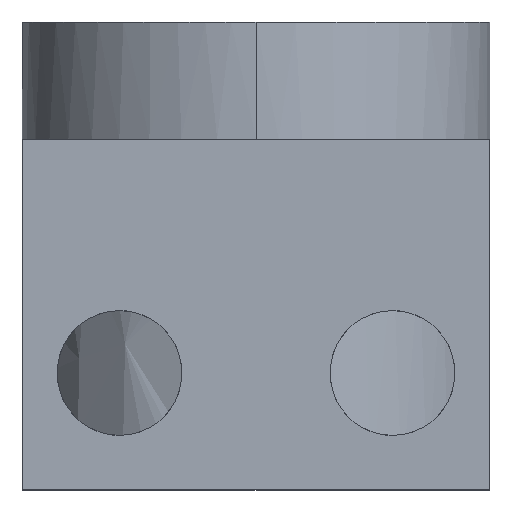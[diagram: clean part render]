
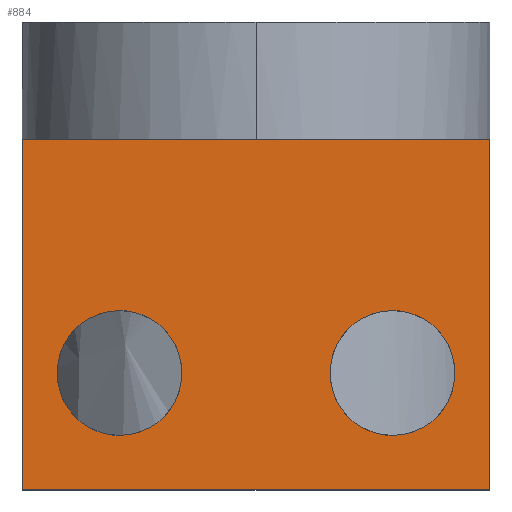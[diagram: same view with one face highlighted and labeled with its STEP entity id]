
A CAD part, left-side view. The second image highlights one B-rep face of the part: STEP entity #884.
In plain terms, the highlighted free-form (B-spline) face has degree [1, 1] with [2, 2] control points.
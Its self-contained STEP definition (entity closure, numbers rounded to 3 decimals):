
#24 = VERTEX_POINT('',#25);
#25 = CARTESIAN_POINT('',(-80.912,18.879,
    24.813));
#30 = EDGE_CURVE('',#31,#24,#33,.T.);
#31 = VERTEX_POINT('',#32);
#32 = CARTESIAN_POINT('',(-80.912,18.879,7.552
    ));
#33 = ( BOUNDED_CURVE() B_SPLINE_CURVE(2,(#34,#35,#36,#37,#38),
.UNSPECIFIED.,.F.,.F.) B_SPLINE_CURVE_WITH_KNOTS((3,2,3),(3.142,
4.712,6.283),.PIECEWISE_BEZIER_KNOTS.) CURVE() 
GEOMETRIC_REPRESENTATION_ITEM() RATIONAL_B_SPLINE_CURVE((1.,
0.707,1.,0.707,1.)) REPRESENTATION_ITEM('') );
#34 = CARTESIAN_POINT('',(-80.912,18.879,7.552
    ));
#35 = CARTESIAN_POINT('',(-80.912,10.249,7.552
    ));
#36 = CARTESIAN_POINT('',(-80.912,10.249,
    16.182));
#37 = CARTESIAN_POINT('',(-80.912,10.249,
    24.813));
#38 = CARTESIAN_POINT('',(-80.912,18.879,
    24.813));
#72 = VERTEX_POINT('',#73);
#73 = CARTESIAN_POINT('',(-80.912,-18.879,
    24.813));
#78 = EDGE_CURVE('',#79,#72,#81,.T.);
#79 = VERTEX_POINT('',#80);
#80 = CARTESIAN_POINT('',(-80.912,-18.879,7.552
    ));
#81 = ( BOUNDED_CURVE() B_SPLINE_CURVE(2,(#82,#83,#84,#85,#86),
.UNSPECIFIED.,.F.,.F.) B_SPLINE_CURVE_WITH_KNOTS((3,2,3),(3.142,
4.712,6.283),.PIECEWISE_BEZIER_KNOTS.) CURVE() 
GEOMETRIC_REPRESENTATION_ITEM() RATIONAL_B_SPLINE_CURVE((1.,
0.707,1.,0.707,1.)) REPRESENTATION_ITEM('') );
#82 = CARTESIAN_POINT('',(-80.912,-18.879,7.552
    ));
#83 = CARTESIAN_POINT('',(-80.912,-27.51,7.552)
  );
#84 = CARTESIAN_POINT('',(-80.912,-27.51,16.182
    ));
#85 = CARTESIAN_POINT('',(-80.912,-27.51,24.813
    ));
#86 = CARTESIAN_POINT('',(-80.912,-18.879,
    24.813));
#677 = VERTEX_POINT('',#678);
#678 = CARTESIAN_POINT('',(-80.912,-32.365,
    0.));
#683 = EDGE_CURVE('',#677,#684,#686,.T.);
#684 = VERTEX_POINT('',#685);
#685 = CARTESIAN_POINT('',(-80.912,32.365,
    0.));
#686 = B_SPLINE_CURVE_WITH_KNOTS('',1,(#687,#688),.UNSPECIFIED.,.F.,.F.,
  (2,2),(0.,60.),.PIECEWISE_BEZIER_KNOTS.);
#687 = CARTESIAN_POINT('',(-80.912,-32.365,
    0.));
#688 = CARTESIAN_POINT('',(-80.912,32.365,
    0.));
#865 = VERTEX_POINT('',#866);
#866 = CARTESIAN_POINT('',(-80.912,-32.365,
    48.547));
#871 = EDGE_CURVE('',#677,#865,#872,.T.);
#872 = B_SPLINE_CURVE_WITH_KNOTS('',1,(#873,#874),.UNSPECIFIED.,.F.,.F.,
  (2,2),(-30.,15.),.PIECEWISE_BEZIER_KNOTS.);
#873 = CARTESIAN_POINT('',(-80.912,-32.365,
    0.));
#874 = CARTESIAN_POINT('',(-80.912,-32.365,
    48.547));
#884 = ADVANCED_FACE('',(#885,#896,#907),#923,.T.);
#885 = FACE_BOUND('',#886,.T.);
#886 = EDGE_LOOP('',(#887,#895));
#887 = ORIENTED_EDGE('',*,*,#888,.F.);
#888 = EDGE_CURVE('',#24,#31,#889,.T.);
#889 = ( BOUNDED_CURVE() B_SPLINE_CURVE(2,(#890,#891,#892,#893,#894),
.UNSPECIFIED.,.F.,.F.) B_SPLINE_CURVE_WITH_KNOTS((3,2,3),(0.,
1.571,3.142),.PIECEWISE_BEZIER_KNOTS.) CURVE() 
GEOMETRIC_REPRESENTATION_ITEM() RATIONAL_B_SPLINE_CURVE((1.,
0.707,1.,0.707,1.)) REPRESENTATION_ITEM('') );
#890 = CARTESIAN_POINT('',(-80.912,18.879,
    24.813));
#891 = CARTESIAN_POINT('',(-80.912,27.51,
    24.813));
#892 = CARTESIAN_POINT('',(-80.912,27.51,
    16.182));
#893 = CARTESIAN_POINT('',(-80.912,27.51,
    7.552));
#894 = CARTESIAN_POINT('',(-80.912,18.879,
    7.552));
#895 = ORIENTED_EDGE('',*,*,#30,.F.);
#896 = FACE_BOUND('',#897,.T.);
#897 = EDGE_LOOP('',(#898,#906));
#898 = ORIENTED_EDGE('',*,*,#899,.F.);
#899 = EDGE_CURVE('',#72,#79,#900,.T.);
#900 = ( BOUNDED_CURVE() B_SPLINE_CURVE(2,(#901,#902,#903,#904,#905),
.UNSPECIFIED.,.F.,.F.) B_SPLINE_CURVE_WITH_KNOTS((3,2,3),(0.,
1.571,3.142),.PIECEWISE_BEZIER_KNOTS.) CURVE() 
GEOMETRIC_REPRESENTATION_ITEM() RATIONAL_B_SPLINE_CURVE((1.,
0.707,1.,0.707,1.)) REPRESENTATION_ITEM('') );
#901 = CARTESIAN_POINT('',(-80.912,-18.879,
    24.813));
#902 = CARTESIAN_POINT('',(-80.912,-10.249,
    24.813));
#903 = CARTESIAN_POINT('',(-80.912,-10.249,
    16.182));
#904 = CARTESIAN_POINT('',(-80.912,-10.249,
    7.552));
#905 = CARTESIAN_POINT('',(-80.912,-18.879,
    7.552));
#906 = ORIENTED_EDGE('',*,*,#78,.F.);
#907 = FACE_BOUND('',#908,.T.);
#908 = EDGE_LOOP('',(#909,#916,#921,#922));
#909 = ORIENTED_EDGE('',*,*,#910,.F.);
#910 = EDGE_CURVE('',#911,#865,#913,.T.);
#911 = VERTEX_POINT('',#912);
#912 = CARTESIAN_POINT('',(-80.912,32.365,
    48.547));
#913 = B_SPLINE_CURVE_WITH_KNOTS('',1,(#914,#915),.UNSPECIFIED.,.F.,.F.,
  (2,2),(0.,60.),.PIECEWISE_BEZIER_KNOTS.);
#914 = CARTESIAN_POINT('',(-80.912,32.365,
    48.547));
#915 = CARTESIAN_POINT('',(-80.912,-32.365,
    48.547));
#916 = ORIENTED_EDGE('',*,*,#917,.F.);
#917 = EDGE_CURVE('',#684,#911,#918,.T.);
#918 = B_SPLINE_CURVE_WITH_KNOTS('',1,(#919,#920),.UNSPECIFIED.,.F.,.F.,
  (2,2),(-30.,15.),.PIECEWISE_BEZIER_KNOTS.);
#919 = CARTESIAN_POINT('',(-80.912,32.365,
    0.));
#920 = CARTESIAN_POINT('',(-80.912,32.365,
    48.547));
#921 = ORIENTED_EDGE('',*,*,#683,.F.);
#922 = ORIENTED_EDGE('',*,*,#871,.T.);
#923 = B_SPLINE_SURFACE_WITH_KNOTS('',1,1,(
    (#924,#925)
    ,(#926,#927
    )),.UNSPECIFIED.,.F.,.F.,.F.,(2,2),(2,2),(-30.,15.),(-60.,0.),
  .PIECEWISE_BEZIER_KNOTS.);
#924 = CARTESIAN_POINT('',(-80.912,-32.365,
    0.));
#925 = CARTESIAN_POINT('',(-80.912,32.365,
    0.));
#926 = CARTESIAN_POINT('',(-80.912,-32.365,
    48.547));
#927 = CARTESIAN_POINT('',(-80.912,32.365,
    48.547));
